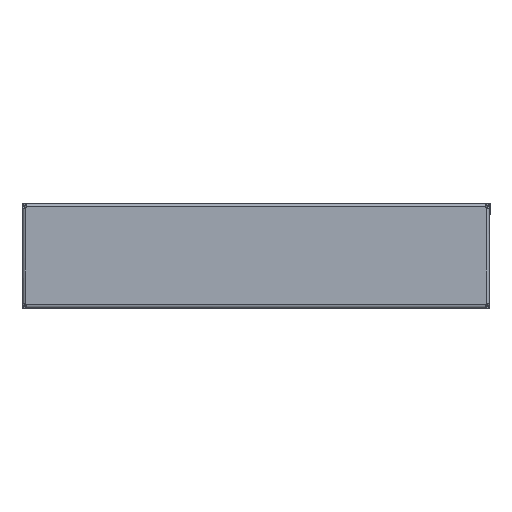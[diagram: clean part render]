
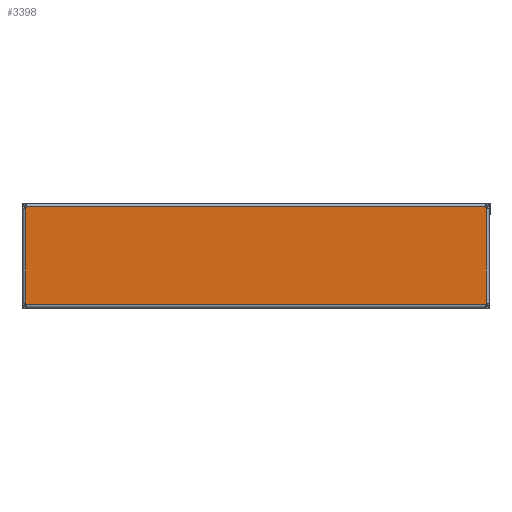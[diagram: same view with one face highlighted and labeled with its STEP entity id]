
A CAD part, top view. The second image highlights one B-rep face of the part: STEP entity #3398.
In plain terms, the highlighted planar face has unit normal (0, 0, 1).
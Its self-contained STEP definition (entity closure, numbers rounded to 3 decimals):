
#5 = ORIENTED_EDGE ( 'NONE', *, *, #2895, .T. ) ;
#9 = DIRECTION ( 'NONE',  ( 1., 0., 0. ) ) ;
#78 = CARTESIAN_POINT ( 'NONE',  ( 1.8, 2.25, 0. ) ) ;
#370 = CIRCLE ( 'NONE', #3697, 2.5 ) ;
#463 = VECTOR ( 'NONE', #2927, 1000. ) ;
#601 = CARTESIAN_POINT ( 'NONE',  ( 439.815, 3., 0. ) ) ;
#718 = ORIENTED_EDGE ( 'NONE', *, *, #2979, .T. ) ;
#752 = ORIENTED_EDGE ( 'NONE', *, *, #2221, .T. ) ;
#838 = DIRECTION ( 'NONE',  ( -1., 0., 0. ) ) ;
#899 = CARTESIAN_POINT ( 'NONE',  ( 0., 3., 0. ) ) ;
#906 = VERTEX_POINT ( 'NONE', #4286 ) ;
#915 = DIRECTION ( 'NONE',  ( 0., 0., -1. ) ) ;
#943 = LINE ( 'NONE', #899, #2200 ) ;
#967 = AXIS2_PLACEMENT_3D ( 'NONE', #1160, #3149, #9 ) ;
#1051 = EDGE_CURVE ( 'NONE', #4350, #906, #3845, .T. ) ;
#1062 = LINE ( 'NONE', #3395, #463 ) ;
#1085 = ORIENTED_EDGE ( 'NONE', *, *, #1329, .T. ) ;
#1090 = CARTESIAN_POINT ( 'NONE',  ( 4.185, 96., 0. ) ) ;
#1160 = CARTESIAN_POINT ( 'NONE',  ( 442.2, 2.25, 0. ) ) ;
#1248 = ORIENTED_EDGE ( 'NONE', *, *, #3361, .T. ) ;
#1273 = DIRECTION ( 'NONE',  ( 0., 0., -1. ) ) ;
#1288 = DIRECTION ( 'NONE',  ( 1., 0., 0. ) ) ;
#1329 = EDGE_CURVE ( 'NONE', #2224, #2077, #1518, .T. ) ;
#1343 = CARTESIAN_POINT ( 'NONE',  ( 440.3, 3.875, 0. ) ) ;
#1425 = CARTESIAN_POINT ( 'NONE',  ( 3.7, 95.125, 0. ) ) ;
#1518 = CIRCLE ( 'NONE', #4588, 2.5 ) ;
#1525 = CIRCLE ( 'NONE', #967, 2.5 ) ;
#1661 = FACE_OUTER_BOUND ( 'NONE', #2338, .T. ) ;
#1724 = LINE ( 'NONE', #4064, #4600 ) ;
#1889 = ORIENTED_EDGE ( 'NONE', *, *, #2406, .T. ) ;
#2054 = ORIENTED_EDGE ( 'NONE', *, *, #3135, .T. ) ;
#2055 = CARTESIAN_POINT ( 'NONE',  ( 442.2, 96.75, 0. ) ) ;
#2077 = VERTEX_POINT ( 'NONE', #1425 ) ;
#2200 = VECTOR ( 'NONE', #2897, 1000. ) ;
#2221 = EDGE_CURVE ( 'NONE', #3083, #2427, #1525, .T. ) ;
#2224 = VERTEX_POINT ( 'NONE', #1090 ) ;
#2255 = CARTESIAN_POINT ( 'NONE',  ( 1.8, 96.75, 0. ) ) ;
#2338 = EDGE_LOOP ( 'NONE', ( #4059, #718, #1085, #2054, #1248, #5, #752, #1889 ) ) ;
#2406 = EDGE_CURVE ( 'NONE', #2427, #4350, #1062, .T. ) ;
#2427 = VERTEX_POINT ( 'NONE', #1343 ) ;
#2456 = VECTOR ( 'NONE', #3013, 1000. ) ;
#2632 = CARTESIAN_POINT ( 'NONE',  ( 3.7, 96., 0. ) ) ;
#2862 = DIRECTION ( 'NONE',  ( -1., 0., 0. ) ) ;
#2895 = EDGE_CURVE ( 'NONE', #3556, #3083, #943, .T. ) ;
#2897 = DIRECTION ( 'NONE',  ( 1., 0., 0. ) ) ;
#2927 = DIRECTION ( 'NONE',  ( 0., 1., 0. ) ) ;
#2979 = EDGE_CURVE ( 'NONE', #906, #2224, #1724, .T. ) ;
#3013 = DIRECTION ( 'NONE',  ( 0., -1., 0. ) ) ;
#3083 = VERTEX_POINT ( 'NONE', #601 ) ;
#3135 = EDGE_CURVE ( 'NONE', #2077, #3908, #3724, .T. ) ;
#3149 = DIRECTION ( 'NONE',  ( 0., 0., -1. ) ) ;
#3151 = CARTESIAN_POINT ( 'NONE',  ( 3.7, 3.875, 0. ) ) ;
#3185 = DIRECTION ( 'NONE',  ( 0., 0., -1. ) ) ;
#3244 = PLANE ( 'NONE',  #3282 ) ;
#3282 = AXIS2_PLACEMENT_3D ( 'NONE', #4834, #1273, #2862 ) ;
#3361 = EDGE_CURVE ( 'NONE', #3908, #3556, #370, .T. ) ;
#3395 = CARTESIAN_POINT ( 'NONE',  ( 440.3, 3., 0. ) ) ;
#3398 = ADVANCED_FACE ( 'NONE', ( #1661 ), #3244, .F. ) ;
#3556 = VERTEX_POINT ( 'NONE', #4594 ) ;
#3697 = AXIS2_PLACEMENT_3D ( 'NONE', #78, #915, #4031 ) ;
#3724 = LINE ( 'NONE', #2632, #2456 ) ;
#3839 = DIRECTION ( 'NONE',  ( 0., 0., -1. ) ) ;
#3845 = CIRCLE ( 'NONE', #4843, 2.5 ) ;
#3908 = VERTEX_POINT ( 'NONE', #3151 ) ;
#4031 = DIRECTION ( 'NONE',  ( -1., 0., 0. ) ) ;
#4059 = ORIENTED_EDGE ( 'NONE', *, *, #1051, .T. ) ;
#4064 = CARTESIAN_POINT ( 'NONE',  ( 444., 96., 0. ) ) ;
#4286 = CARTESIAN_POINT ( 'NONE',  ( 439.815, 96., 0. ) ) ;
#4350 = VERTEX_POINT ( 'NONE', #4532 ) ;
#4532 = CARTESIAN_POINT ( 'NONE',  ( 440.3, 95.125, 0. ) ) ;
#4588 = AXIS2_PLACEMENT_3D ( 'NONE', #2255, #3839, #1288 ) ;
#4594 = CARTESIAN_POINT ( 'NONE',  ( 4.185, 3., 0. ) ) ;
#4600 = VECTOR ( 'NONE', #838, 1000. ) ;
#4779 = DIRECTION ( 'NONE',  ( -1., 0., 0. ) ) ;
#4834 = CARTESIAN_POINT ( 'NONE',  ( 0., 99., 0. ) ) ;
#4843 = AXIS2_PLACEMENT_3D ( 'NONE', #2055, #3185, #4779 ) ;
